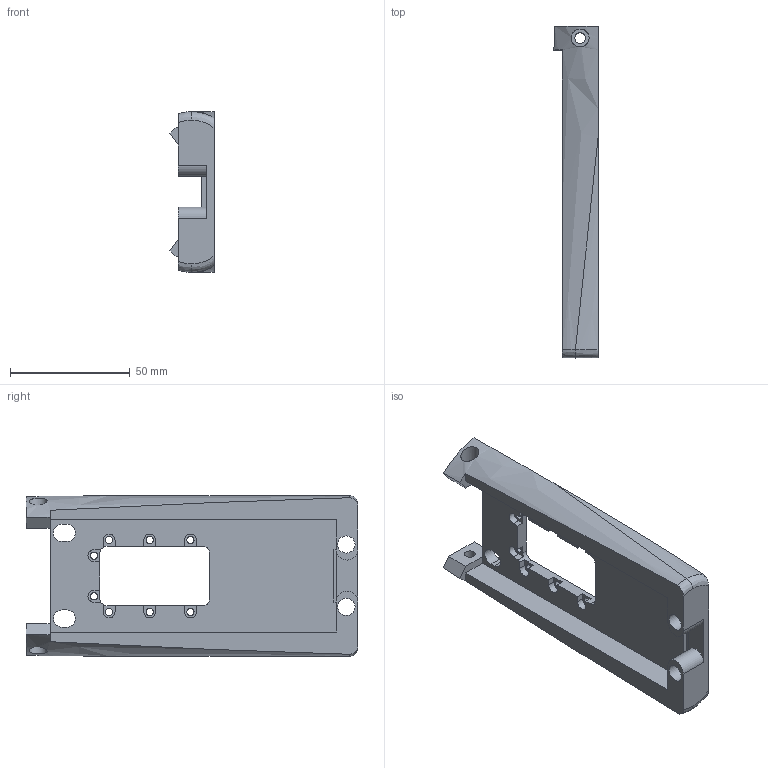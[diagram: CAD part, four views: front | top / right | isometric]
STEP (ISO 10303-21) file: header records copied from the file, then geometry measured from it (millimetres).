
FILE_DESCRIPTION(/* description */ (''),/* implementation_level */ '2;1');
FILE_NAME(/* name */ '01ddcf34-b0a8-48c8-8db7-572b05025bbe.stp',/* time_stamp */ '2019-03-12T20:36:37+01:00',/* author */ (''),/* organization */ (''),/* preprocessor_version */ 'ST-DEVELOPER v17.2',/* originating_system */ 'Autodesk Translation Framework v7.6.0.251',/* authorisation */ '');
FILE_SCHEMA (('AUTOMOTIVE_DESIGN { 1 0 10303 214 3 1 1 }'));
Length unit declared in the file: millimetre
Products named in the file (1): LowerArm2
Bounding box: 18.44 x 138.5 x 67 mm (x, y, z)
Volume: 62225.6 mm3; surface area: 25275.8 mm2
Topology: 1 solids, 1 shells, 102 faces, 315 edges, 217 vertices
Faces by surface type: plane 62, cylinder 32, cone 4, bspline 4
Full cylindrical faces by diameter (mm): 3 x8, 4.5 x2, 7.2 x2, 7.5 x2
Entity records: 4116 total; most frequent: CARTESIAN_POINT 1103, ORIENTED_EDGE 630, DIRECTION 614, EDGE_CURVE 315, VERTEX_POINT 217, AXIS2_PLACEMENT_3D 206, LINE 202, VECTOR 202
